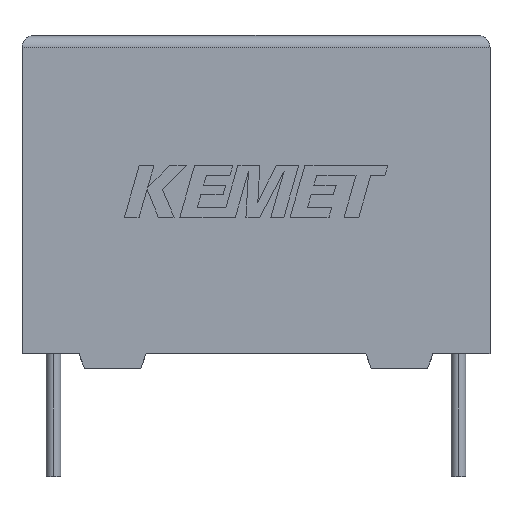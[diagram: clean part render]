
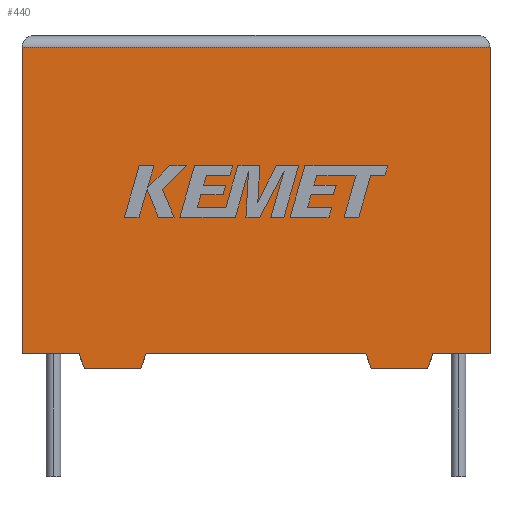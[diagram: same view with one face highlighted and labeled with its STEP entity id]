
A CAD part, top view. The second image highlights one B-rep face of the part: STEP entity #440.
In plain terms, the highlighted planar face has unit normal (0, 0, 1).
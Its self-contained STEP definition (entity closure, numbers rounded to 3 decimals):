
#13 = VERTEX_POINT ( 'NONE', #1179 ) ;
#59 = DIRECTION ( 'NONE',  ( 0.339, 0.941, 0. ) ) ;
#80 = LINE ( 'NONE', #831, #2860 ) ;
#91 = VECTOR ( 'NONE', #1612, 1000. ) ;
#104 = DIRECTION ( 'NONE',  ( -0.339, -0.941, 0. ) ) ;
#178 = VERTEX_POINT ( 'NONE', #2253 ) ;
#194 = ORIENTED_EDGE ( 'NONE', *, *, #446, .T. ) ;
#206 = DIRECTION ( 'NONE',  ( 0., -1., 0. ) ) ;
#236 = VERTEX_POINT ( 'NONE', #291 ) ;
#270 = VECTOR ( 'NONE', #206, 1000. ) ;
#283 = CARTESIAN_POINT ( 'NONE',  ( 0., 17.001, 9. ) ) ;
#291 = CARTESIAN_POINT ( 'NONE',  ( 19.405, -0.832, 9. ) ) ;
#300 = VECTOR ( 'NONE', #1360, 1000. ) ;
#440 = ADVANCED_FACE ( 'NONE', ( #2692 ), #2113, .F. ) ;
#446 = EDGE_CURVE ( 'NONE', #2651, #178, #993, .T. ) ;
#487 = AXIS2_PLACEMENT_3D ( 'NONE', #566, #2350, #2838 ) ;
#557 = CARTESIAN_POINT ( 'NONE',  ( 0., 0., 9. ) ) ;
#566 = CARTESIAN_POINT ( 'NONE',  ( 0., 0., 9. ) ) ;
#594 = ORIENTED_EDGE ( 'NONE', *, *, #3166, .F. ) ;
#596 = CARTESIAN_POINT ( 'NONE',  ( 3.17, 0., 9. ) ) ;
#617 = CARTESIAN_POINT ( 'NONE',  ( 22.53, -0.832, 9. ) ) ;
#670 = DIRECTION ( 'NONE',  ( -0.339, 0.941, 0. ) ) ;
#742 = CARTESIAN_POINT ( 'NONE',  ( 0., 0., 9. ) ) ;
#830 = VERTEX_POINT ( 'NONE', #2326 ) ;
#831 = CARTESIAN_POINT ( 'NONE',  ( 6.595, -0.832, 9. ) ) ;
#871 = ORIENTED_EDGE ( 'NONE', *, *, #1294, .T. ) ;
#958 = CARTESIAN_POINT ( 'NONE',  ( 19.405, -0.832, 9. ) ) ;
#993 = LINE ( 'NONE', #1347, #2164 ) ;
#1002 = VECTOR ( 'NONE', #2585, 1000. ) ;
#1036 = DIRECTION ( 'NONE',  ( 1., 0., 0. ) ) ;
#1043 = CARTESIAN_POINT ( 'NONE',  ( 0., 0., 9. ) ) ;
#1081 = LINE ( 'NONE', #1043, #1348 ) ;
#1131 = ORIENTED_EDGE ( 'NONE', *, *, #2711, .T. ) ;
#1149 = LINE ( 'NONE', #1305, #1002 ) ;
#1165 = LINE ( 'NONE', #596, #91 ) ;
#1169 = CARTESIAN_POINT ( 'NONE',  ( 22.83, 0., 9. ) ) ;
#1173 = ORIENTED_EDGE ( 'NONE', *, *, #2027, .T. ) ;
#1176 = VERTEX_POINT ( 'NONE', #1169 ) ;
#1178 = VERTEX_POINT ( 'NONE', #1425 ) ;
#1179 = CARTESIAN_POINT ( 'NONE',  ( 6.595, -0.832, 9. ) ) ;
#1294 = EDGE_CURVE ( 'NONE', #1500, #1178, #1081, .T. ) ;
#1295 = ORIENTED_EDGE ( 'NONE', *, *, #2597, .T. ) ;
#1305 = CARTESIAN_POINT ( 'NONE',  ( 3.47, -0.832, 9. ) ) ;
#1327 = LINE ( 'NONE', #283, #1918 ) ;
#1347 = CARTESIAN_POINT ( 'NONE',  ( 26., 0., 9. ) ) ;
#1348 = VECTOR ( 'NONE', #1036, 1000. ) ;
#1360 = DIRECTION ( 'NONE',  ( -1., 0., 0. ) ) ;
#1369 = CARTESIAN_POINT ( 'NONE',  ( 22.83, 0., 9. ) ) ;
#1425 = CARTESIAN_POINT ( 'NONE',  ( 19.105, 0., 9. ) ) ;
#1430 = EDGE_CURVE ( 'NONE', #1176, #2651, #2111, .T. ) ;
#1468 = ORIENTED_EDGE ( 'NONE', *, *, #1430, .T. ) ;
#1500 = VERTEX_POINT ( 'NONE', #1909 ) ;
#1552 = CARTESIAN_POINT ( 'NONE',  ( 3.47, -0.832, 9. ) ) ;
#1612 = DIRECTION ( 'NONE',  ( 0.339, -0.941, 0. ) ) ;
#1662 = CARTESIAN_POINT ( 'NONE',  ( 0., 0., 9. ) ) ;
#1785 = CARTESIAN_POINT ( 'NONE',  ( 22.53, -0.832, 9. ) ) ;
#1805 = CARTESIAN_POINT ( 'NONE',  ( 26., 0., 9. ) ) ;
#1839 = LINE ( 'NONE', #617, #300 ) ;
#1909 = CARTESIAN_POINT ( 'NONE',  ( 6.895, 0., 9. ) ) ;
#1910 = VECTOR ( 'NONE', #2442, 1000. ) ;
#1918 = VECTOR ( 'NONE', #3034, 1000. ) ;
#2027 = EDGE_CURVE ( 'NONE', #13, #1500, #80, .T. ) ;
#2029 = VECTOR ( 'NONE', #104, 1000. ) ;
#2030 = CARTESIAN_POINT ( 'NONE',  ( 3.17, 0., 9. ) ) ;
#2049 = ORIENTED_EDGE ( 'NONE', *, *, #2104, .T. ) ;
#2063 = LINE ( 'NONE', #742, #270 ) ;
#2104 = EDGE_CURVE ( 'NONE', #2573, #13, #1149, .T. ) ;
#2111 = LINE ( 'NONE', #1662, #3219 ) ;
#2113 = PLANE ( 'NONE',  #487 ) ;
#2123 = DIRECTION ( 'NONE',  ( 0., 1., 0. ) ) ;
#2135 = ORIENTED_EDGE ( 'NONE', *, *, #2688, .F. ) ;
#2151 = LINE ( 'NONE', #2918, #1910 ) ;
#2164 = VECTOR ( 'NONE', #2123, 1000. ) ;
#2253 = CARTESIAN_POINT ( 'NONE',  ( 26., 17.001, 9. ) ) ;
#2269 = EDGE_CURVE ( 'NONE', #236, #1178, #3195, .T. ) ;
#2287 = VECTOR ( 'NONE', #670, 1000. ) ;
#2326 = CARTESIAN_POINT ( 'NONE',  ( 0., 17.001, 9. ) ) ;
#2350 = DIRECTION ( 'NONE',  ( 0., 0., -1. ) ) ;
#2442 = DIRECTION ( 'NONE',  ( 1., 0., 0. ) ) ;
#2455 = ORIENTED_EDGE ( 'NONE', *, *, #2473, .T. ) ;
#2471 = ORIENTED_EDGE ( 'NONE', *, *, #2917, .T. ) ;
#2473 = EDGE_CURVE ( 'NONE', #830, #3046, #2063, .T. ) ;
#2573 = VERTEX_POINT ( 'NONE', #1552 ) ;
#2579 = ORIENTED_EDGE ( 'NONE', *, *, #2269, .F. ) ;
#2585 = DIRECTION ( 'NONE',  ( 1., 0., 0. ) ) ;
#2597 = EDGE_CURVE ( 'NONE', #178, #830, #1327, .T. ) ;
#2599 = VERTEX_POINT ( 'NONE', #2030 ) ;
#2651 = VERTEX_POINT ( 'NONE', #1805 ) ;
#2688 = EDGE_CURVE ( 'NONE', #3082, #236, #1839, .T. ) ;
#2692 = FACE_OUTER_BOUND ( 'NONE', #2729, .T. ) ;
#2711 = EDGE_CURVE ( 'NONE', #2599, #2573, #1165, .T. ) ;
#2729 = EDGE_LOOP ( 'NONE', ( #194, #1295, #2455, #2471, #1131, #2049, #1173, #871, #2579, #2135, #594, #1468 ) ) ;
#2838 = DIRECTION ( 'NONE',  ( -1., 0., 0. ) ) ;
#2860 = VECTOR ( 'NONE', #59, 1000. ) ;
#2917 = EDGE_CURVE ( 'NONE', #3046, #2599, #2151, .T. ) ;
#2918 = CARTESIAN_POINT ( 'NONE',  ( 0., 0., 9. ) ) ;
#3034 = DIRECTION ( 'NONE',  ( -1., 0., 0. ) ) ;
#3046 = VERTEX_POINT ( 'NONE', #557 ) ;
#3082 = VERTEX_POINT ( 'NONE', #1785 ) ;
#3107 = DIRECTION ( 'NONE',  ( 1., 0., 0. ) ) ;
#3166 = EDGE_CURVE ( 'NONE', #1176, #3082, #3207, .T. ) ;
#3195 = LINE ( 'NONE', #958, #2287 ) ;
#3207 = LINE ( 'NONE', #1369, #2029 ) ;
#3219 = VECTOR ( 'NONE', #3107, 1000. ) ;
